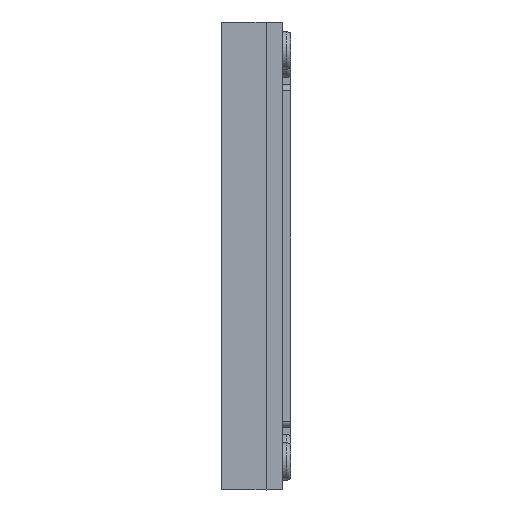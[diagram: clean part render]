
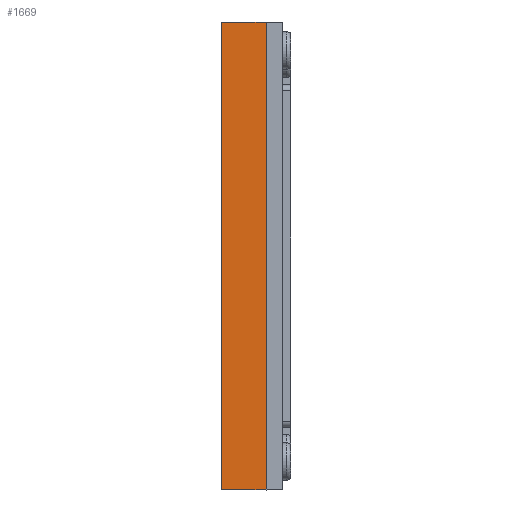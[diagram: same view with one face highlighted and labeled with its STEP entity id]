
A CAD part, left-side view. The second image highlights one B-rep face of the part: STEP entity #1669.
In plain terms, the highlighted planar face has unit normal (-1, 0, 0).
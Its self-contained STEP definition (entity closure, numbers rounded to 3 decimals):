
#177 = CARTESIAN_POINT ( 'NONE',  ( -49.59, 2., -29.132 ) ) ;
#289 = LINE ( 'NONE', #4019, #7153 ) ;
#338 = FACE_OUTER_BOUND ( 'NONE', #8494, .T. ) ;
#427 = ORIENTED_EDGE ( 'NONE', *, *, #5571, .F. ) ;
#765 = DIRECTION ( 'NONE',  ( 0., -1., 0. ) ) ;
#922 = DIRECTION ( 'NONE',  ( 0., -1., 0. ) ) ;
#1669 = ADVANCED_FACE ( 'NONE', ( #338 ), #10112, .F. ) ;
#1820 = VERTEX_POINT ( 'NONE', #3173 ) ;
#2154 = EDGE_CURVE ( 'NONE', #5439, #7847, #9148, .T. ) ;
#2494 = ORIENTED_EDGE ( 'NONE', *, *, #2628, .T. ) ;
#2628 = EDGE_CURVE ( 'NONE', #1820, #10744, #11068, .T. ) ;
#3173 = CARTESIAN_POINT ( 'NONE',  ( -49.59, 7.5, -29.132 ) ) ;
#3355 = AXIS2_PLACEMENT_3D ( 'NONE', #9135, #9207, #10924 ) ;
#3471 = LINE ( 'NONE', #5287, #6532 ) ;
#3797 = EDGE_CURVE ( 'NONE', #1820, #5439, #289, .T. ) ;
#4019 = CARTESIAN_POINT ( 'NONE',  ( -49.59, 7.5, 0. ) ) ;
#4883 = DIRECTION ( 'NONE',  ( 0., 0., 1. ) ) ;
#5287 = CARTESIAN_POINT ( 'NONE',  ( -49.59, 2., 0. ) ) ;
#5439 = VERTEX_POINT ( 'NONE', #9326 ) ;
#5487 = CARTESIAN_POINT ( 'NONE',  ( -49.59, 7.5, 28.284 ) ) ;
#5571 = EDGE_CURVE ( 'NONE', #7847, #10744, #3471, .T. ) ;
#6176 = DIRECTION ( 'NONE',  ( 0., 0., -1. ) ) ;
#6532 = VECTOR ( 'NONE', #6176, 1000. ) ;
#6700 = ORIENTED_EDGE ( 'NONE', *, *, #3797, .F. ) ;
#7153 = VECTOR ( 'NONE', #4883, 1000. ) ;
#7437 = VECTOR ( 'NONE', #765, 1000. ) ;
#7729 = VECTOR ( 'NONE', #922, 1000. ) ;
#7825 = CARTESIAN_POINT ( 'NONE',  ( -49.59, 7.5, -29.132 ) ) ;
#7847 = VERTEX_POINT ( 'NONE', #10957 ) ;
#8494 = EDGE_LOOP ( 'NONE', ( #427, #8720, #6700, #2494 ) ) ;
#8720 = ORIENTED_EDGE ( 'NONE', *, *, #2154, .F. ) ;
#9135 = CARTESIAN_POINT ( 'NONE',  ( -49.59, 7.5, 0. ) ) ;
#9148 = LINE ( 'NONE', #5487, #7729 ) ;
#9207 = DIRECTION ( 'NONE',  ( 1., 0., 0. ) ) ;
#9326 = CARTESIAN_POINT ( 'NONE',  ( -49.59, 7.5, 28.284 ) ) ;
#10112 = PLANE ( 'NONE',  #3355 ) ;
#10744 = VERTEX_POINT ( 'NONE', #177 ) ;
#10924 = DIRECTION ( 'NONE',  ( 0., 0., -1. ) ) ;
#10957 = CARTESIAN_POINT ( 'NONE',  ( -49.59, 2., 28.284 ) ) ;
#11068 = LINE ( 'NONE', #7825, #7437 ) ;
